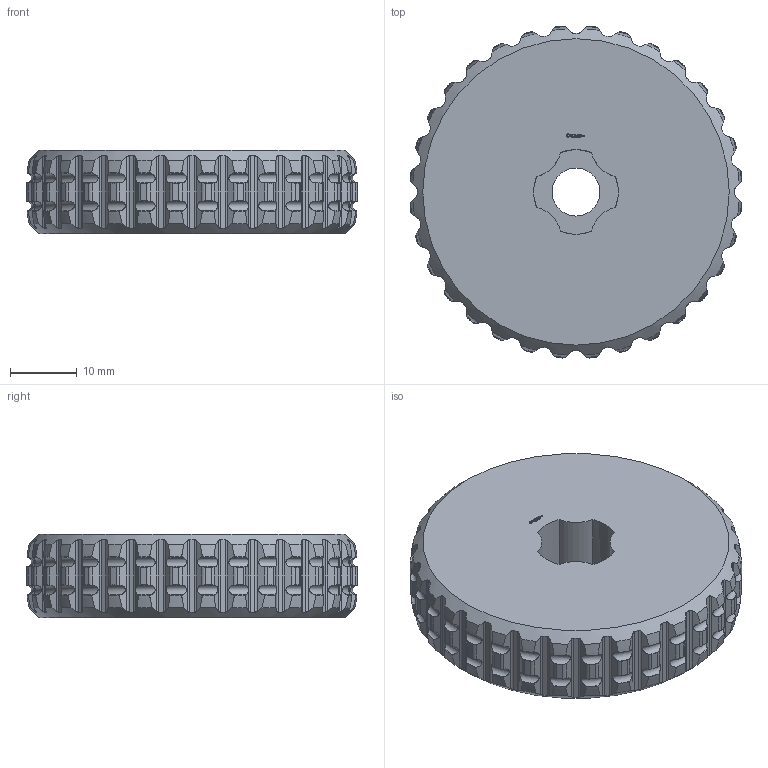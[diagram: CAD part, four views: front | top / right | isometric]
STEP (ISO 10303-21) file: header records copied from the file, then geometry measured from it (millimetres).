
FILE_DESCRIPTION(('FreeCAD Model'),'2;1');
FILE_NAME('Open CASCADE Shape Model','2023-12-20T18:58:30',(''),(''), 'Open CASCADE STEP processor 7.6','FreeCAD','Unknown');
FILE_SCHEMA(('AUTOMOTIVE_DESIGN { 1 0 10303 214 1 1 1 1 }'));
Products named in the file (1): Wheel GND TTRD PLN BU04.00x01.00 - SPN-WHL-0009 (stemfie.org)
Bounding box: 49.85 x 49.85 x 12.5 mm (x, y, z)
Volume: 21689.2 mm3; surface area: 6320.8 mm2
Topology: 1 solids, 1 shells, 1200 faces, 3460 edges, 2305 vertices
Faces by surface type: plane 410, cylinder 365, extrusion 154, cone 143, revolution 64, torus 64
Full cylindrical faces by diameter (mm): 2 x4, 7.2 x1
Entity records: 121898 total; most frequent: CARTESIAN_POINT 51719, DIRECTION 8949, ORIENTED_EDGE 6920, PCURVE 6920, DEFINITIONAL_REPRESENTATION 6920, VECTOR 5463, LINE 5309, B_SPLINE_CURVE_WITH_KNOTS 4438
